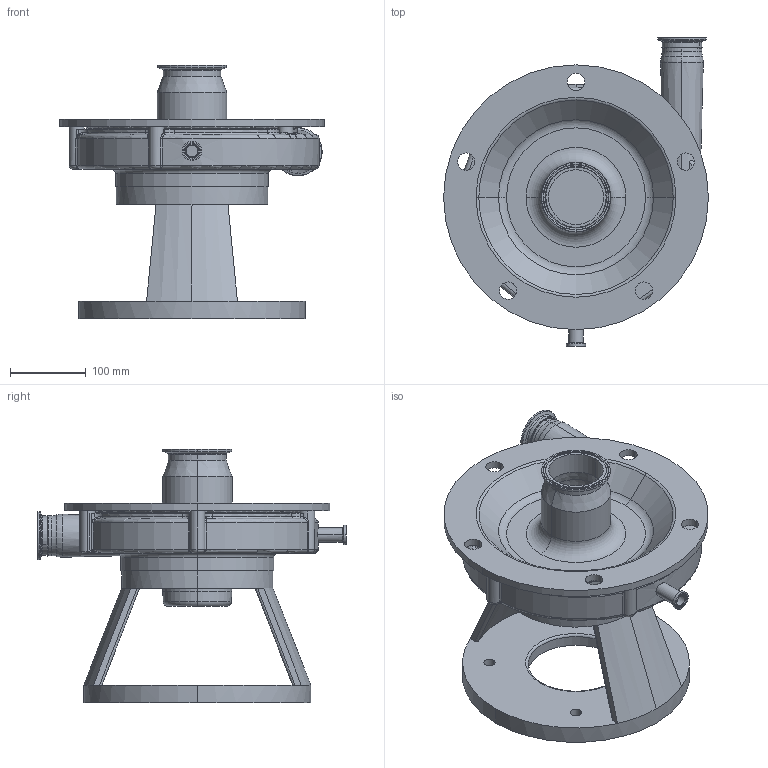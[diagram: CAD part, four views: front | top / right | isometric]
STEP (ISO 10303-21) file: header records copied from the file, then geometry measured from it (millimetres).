
FILE_DESCRIPTION (( 'STEP AP214' ), '1' );
FILE_NAME ('FPR 3451-3452 280TC 3-4 IN STR DRAIN.STEP', '2023-01-05T17:55:30', ( '' ), ( '' ), 'SwSTEP 2.0', 'SolidWorks 2021', '' );
FILE_SCHEMA (( 'AUTOMOTIVE_DESIGN' ));
Length unit declared in the file: millimetre
Products named in the file (1): FPR 3451-3452 280TC 3-4 IN STR DRAIN
Bounding box: 350 x 408 x 334.5 mm (x, y, z)
Volume: 6890023.6 mm3; surface area: 685708 mm2
Topology: 1 solids, 2 shells, 321 faces, 781 edges, 461 vertices
Faces by surface type: cylinder 110, torus 94, plane 44, bspline 41, cone 28, sphere 4
Entity records: 12815 total; most frequent: CARTESIAN_POINT 5355, DIRECTION 1640, ORIENTED_EDGE 1544, EDGE_CURVE 772, AXIS2_PLACEMENT_3D 735, VERTEX_POINT 461, CIRCLE 454, EDGE_LOOP 361
